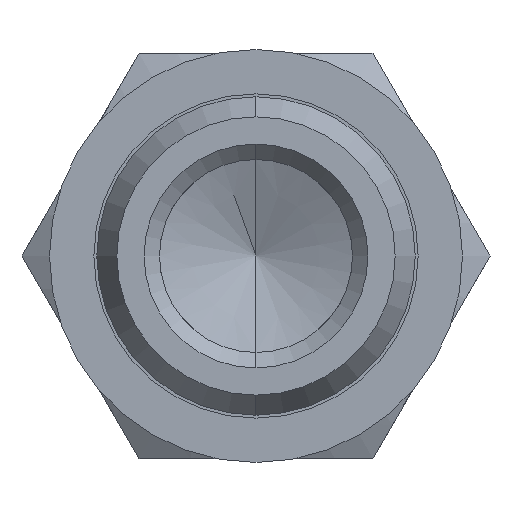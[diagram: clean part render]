
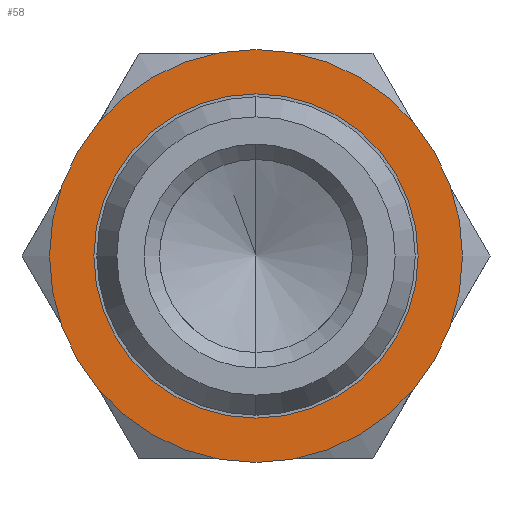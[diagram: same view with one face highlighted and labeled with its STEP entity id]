
A CAD part, front view. The second image highlights one B-rep face of the part: STEP entity #58.
In plain terms, the highlighted planar face has unit normal (0, -1, 0).
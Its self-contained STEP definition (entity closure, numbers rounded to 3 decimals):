
#58 = ADVANCED_FACE ( 'NONE', ( #508, #509 ), #1856, .T. ) ;
#90 = EDGE_CURVE ( 'NONE', #1369, #1347, #788, .T. ) ;
#94 = EDGE_CURVE ( 'NONE', #1346, #1350, #784, .T. ) ;
#97 = EDGE_CURVE ( 'NONE', #1350, #1346, #633, .T. ) ;
#98 = EDGE_CURVE ( 'NONE', #1347, #1369, #624, .T. ) ;
#365 = EDGE_LOOP ( 'NONE', ( #798, #801 ) ) ;
#508 = FACE_OUTER_BOUND ( 'NONE', #365, .T. ) ;
#509 = FACE_BOUND ( 'NONE', #1898, .T. ) ;
#624 = CIRCLE ( 'NONE', #632, 8.4 ) ;
#626 = AXIS2_PLACEMENT_3D ( 'NONE', #893, #894, #895 ) ;
#632 = AXIS2_PLACEMENT_3D ( 'NONE', #896, #897, #898 ) ;
#633 = CIRCLE ( 'NONE', #626, 10.7 ) ;
#634 = AXIS2_PLACEMENT_3D ( 'NONE', #885, #886, #887 ) ;
#717 = CARTESIAN_POINT ( 'NONE',  ( 0., 8.4, 8.4 ) ) ;
#784 = CIRCLE ( 'NONE', #634, 10.7 ) ;
#785 = AXIS2_PLACEMENT_3D ( 'NONE', #875, #876, #877 ) ;
#788 = CIRCLE ( 'NONE', #785, 8.4 ) ;
#792 = ORIENTED_EDGE ( 'NONE', *, *, #90, .F. ) ;
#798 = ORIENTED_EDGE ( 'NONE', *, *, #94, .T. ) ;
#801 = ORIENTED_EDGE ( 'NONE', *, *, #97, .T. ) ;
#803 = ORIENTED_EDGE ( 'NONE', *, *, #98, .F. ) ;
#875 = CARTESIAN_POINT ( 'NONE',  ( 0., 8.4, 0. ) ) ;
#876 = DIRECTION ( 'NONE',  ( 0., -1., 0. ) ) ;
#877 = DIRECTION ( 'NONE',  ( 0., 0., -1. ) ) ;
#885 = CARTESIAN_POINT ( 'NONE',  ( 0., 8.4, 0. ) ) ;
#886 = DIRECTION ( 'NONE',  ( 0., -1., 0. ) ) ;
#887 = DIRECTION ( 'NONE',  ( 0., 0., -1. ) ) ;
#893 = CARTESIAN_POINT ( 'NONE',  ( 0., 8.4, 0. ) ) ;
#894 = DIRECTION ( 'NONE',  ( 0., -1., 0. ) ) ;
#895 = DIRECTION ( 'NONE',  ( 0., 0., -1. ) ) ;
#896 = CARTESIAN_POINT ( 'NONE',  ( 0., 8.4, 0. ) ) ;
#897 = DIRECTION ( 'NONE',  ( 0., -1., 0. ) ) ;
#898 = DIRECTION ( 'NONE',  ( 0., 0., -1. ) ) ;
#1346 = VERTEX_POINT ( 'NONE', #1678 ) ;
#1347 = VERTEX_POINT ( 'NONE', #1679 ) ;
#1350 = VERTEX_POINT ( 'NONE', #1682 ) ;
#1369 = VERTEX_POINT ( 'NONE', #717 ) ;
#1678 = CARTESIAN_POINT ( 'NONE',  ( 0., 8.4, -10.7 ) ) ;
#1679 = CARTESIAN_POINT ( 'NONE',  ( 0., 8.4, -8.4 ) ) ;
#1682 = CARTESIAN_POINT ( 'NONE',  ( 0., 8.4, 10.7 ) ) ;
#1759 = DIRECTION ( 'NONE',  ( 0., 0., -1. ) ) ;
#1770 = DIRECTION ( 'NONE',  ( 0., -1., 0. ) ) ;
#1799 = CARTESIAN_POINT ( 'NONE',  ( 8.4, 8.4, 0. ) ) ;
#1856 = PLANE ( 'NONE',  #1891 ) ;
#1891 = AXIS2_PLACEMENT_3D ( 'NONE', #1799, #1770, #1759 ) ;
#1898 = EDGE_LOOP ( 'NONE', ( #803, #792 ) ) ;
